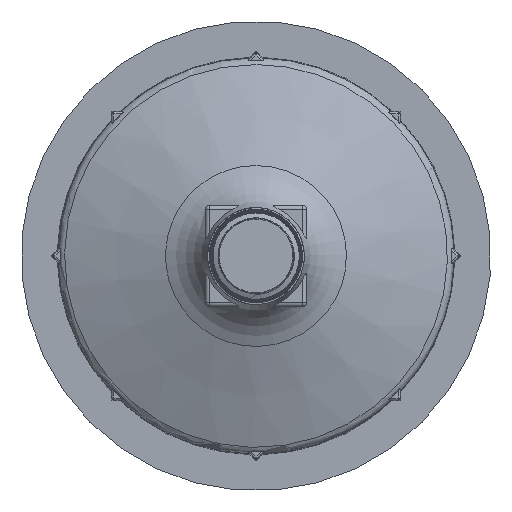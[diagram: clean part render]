
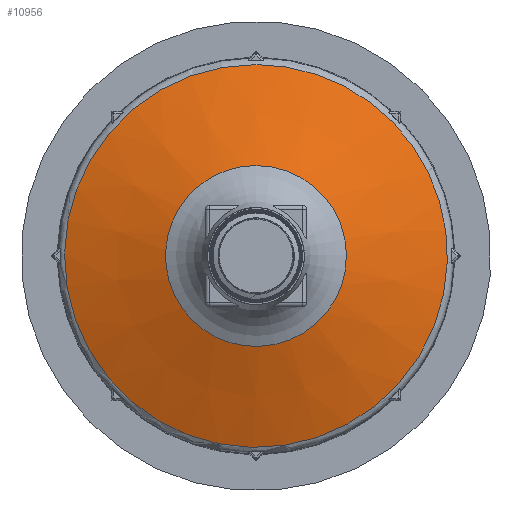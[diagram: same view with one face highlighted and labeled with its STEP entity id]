
A CAD part, front view. The second image highlights one B-rep face of the part: STEP entity #10956.
In plain terms, the highlighted conical face has half-angle 70 degrees and reference radius 21.333 mm.
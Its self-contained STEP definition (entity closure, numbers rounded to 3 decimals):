
#3983=CARTESIAN_POINT('',(0.,-22.112,28.318));
#3984=VERTEX_POINT('',#3983);
#3985=CARTESIAN_POINT('',(0.,-22.112,0.));
#3986=DIRECTION('',(0.0,1.0,0.0));
#3987=DIRECTION('',(0.0,0.0,-1.0));
#3988=AXIS2_PLACEMENT_3D('',#3985,#3986,#3987);
#3989=CIRCLE('',#3988,28.318);
#3990=EDGE_CURVE('',#3984,#3984,#3989,.T.);
#7030=CARTESIAN_POINT('',(0.,-27.549,13.38));
#7031=VERTEX_POINT('',#7030);
#7032=CARTESIAN_POINT('',(0.,-27.549,0.));
#7033=DIRECTION('',(0.0,1.0,0.0));
#7034=DIRECTION('',(0.0,0.0,1.0));
#7035=AXIS2_PLACEMENT_3D('',#7032,#7033,#7034);
#7036=CIRCLE('',#7035,13.38);
#7037=EDGE_CURVE('',#7031,#7031,#7036,.T.);
#10945=CARTESIAN_POINT('',(0.,-24.654,0.));
#10946=DIRECTION('',(0.,1.0,0.));
#10947=DIRECTION('',(0.0,0.0,1.0));
#10948=AXIS2_PLACEMENT_3D('',#10945,#10946,#10947);
#10949=CONICAL_SURFACE('',#10948,21.333,70.);
#10950=ORIENTED_EDGE('',*,*,#7037,.T.);
#10951=EDGE_LOOP('',(#10950));
#10952=FACE_OUTER_BOUND('',#10951,.T.);
#10953=ORIENTED_EDGE('',*,*,#3990,.F.);
#10954=EDGE_LOOP('',(#10953));
#10955=FACE_BOUND('',#10954,.T.);
#10956=ADVANCED_FACE('',(#10952,#10955),#10949,.T.);
